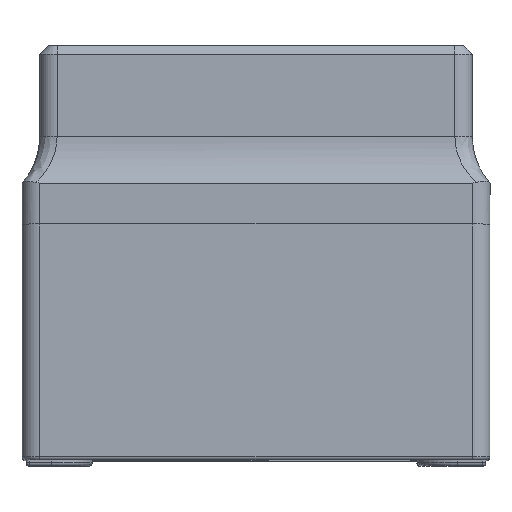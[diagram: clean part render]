
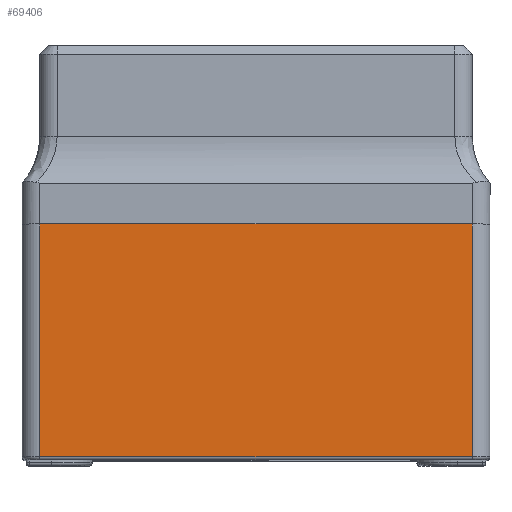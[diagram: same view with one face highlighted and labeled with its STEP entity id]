
A CAD part, top view. The second image highlights one B-rep face of the part: STEP entity #69406.
In plain terms, the highlighted planar face has unit normal (0, 0, 1).
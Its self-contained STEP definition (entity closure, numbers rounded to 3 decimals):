
#243 = ORIENTED_EDGE ( 'NONE', *, *, #22203, .T. ) ;
#1203 = PLANE ( 'NONE',  #65029 ) ;
#2927 = ORIENTED_EDGE ( 'NONE', *, *, #35786, .T. ) ;
#3316 = LINE ( 'NONE', #54166, #23614 ) ;
#5736 = CARTESIAN_POINT ( 'NONE',  ( -40., 0.5, 46.5 ) ) ;
#6245 = LINE ( 'NONE', #15953, #63012 ) ;
#6442 = DIRECTION ( 'NONE',  ( -1., 0., 0. ) ) ;
#11941 = VERTEX_POINT ( 'NONE', #28690 ) ;
#15953 = CARTESIAN_POINT ( 'NONE',  ( -37., 40.3, 46.5 ) ) ;
#16543 = LINE ( 'NONE', #5736, #35059 ) ;
#16746 = DIRECTION ( 'NONE',  ( 0., 1., 0. ) ) ;
#18444 = EDGE_LOOP ( 'NONE', ( #2927, #52800, #18676, #243 ) ) ;
#18676 = ORIENTED_EDGE ( 'NONE', *, *, #47618, .F. ) ;
#22203 = EDGE_CURVE ( 'NONE', #11941, #31679, #6245, .T. ) ;
#22512 = CARTESIAN_POINT ( 'NONE',  ( -40., 40.3, 46.5 ) ) ;
#23614 = VECTOR ( 'NONE', #48206, 1000. ) ;
#26567 = DIRECTION ( 'NONE',  ( 0., -1., 0. ) ) ;
#27143 = CARTESIAN_POINT ( 'NONE',  ( 37., 0.5, 46.5 ) ) ;
#28690 = CARTESIAN_POINT ( 'NONE',  ( -37., 40.3, 46.5 ) ) ;
#29390 = LINE ( 'NONE', #49600, #39586 ) ;
#31229 = EDGE_CURVE ( 'NONE', #47606, #65715, #29390, .T. ) ;
#31679 = VERTEX_POINT ( 'NONE', #54314 ) ;
#34079 = FACE_OUTER_BOUND ( 'NONE', #18444, .T. ) ;
#35059 = VECTOR ( 'NONE', #49028, 1000. ) ;
#35786 = EDGE_CURVE ( 'NONE', #31679, #47606, #16543, .T. ) ;
#38818 = DIRECTION ( 'NONE',  ( 0., 0., -1. ) ) ;
#39586 = VECTOR ( 'NONE', #16746, 1000. ) ;
#47606 = VERTEX_POINT ( 'NONE', #27143 ) ;
#47618 = EDGE_CURVE ( 'NONE', #11941, #65715, #3316, .T. ) ;
#48206 = DIRECTION ( 'NONE',  ( 1., 0., 0. ) ) ;
#49028 = DIRECTION ( 'NONE',  ( 1., 0., 0. ) ) ;
#49600 = CARTESIAN_POINT ( 'NONE',  ( 37., 40.3, 46.5 ) ) ;
#52800 = ORIENTED_EDGE ( 'NONE', *, *, #31229, .T. ) ;
#54166 = CARTESIAN_POINT ( 'NONE',  ( -40., 40.3, 46.5 ) ) ;
#54314 = CARTESIAN_POINT ( 'NONE',  ( -37., 0.5, 46.5 ) ) ;
#62889 = CARTESIAN_POINT ( 'NONE',  ( 37., 40.3, 46.5 ) ) ;
#63012 = VECTOR ( 'NONE', #26567, 1000. ) ;
#65029 = AXIS2_PLACEMENT_3D ( 'NONE', #22512, #38818, #6442 ) ;
#65715 = VERTEX_POINT ( 'NONE', #62889 ) ;
#69406 = ADVANCED_FACE ( 'NONE', ( #34079 ), #1203, .F. ) ;
